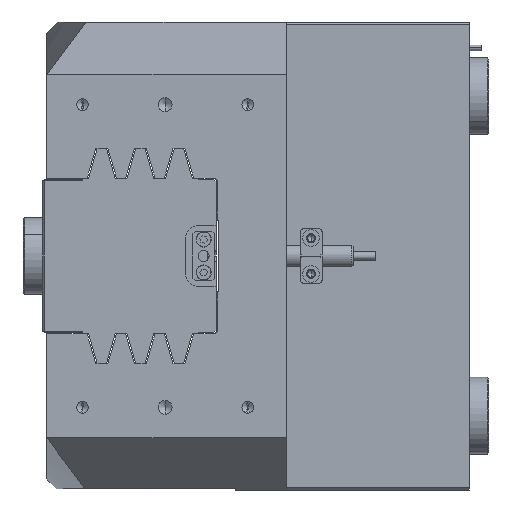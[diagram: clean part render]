
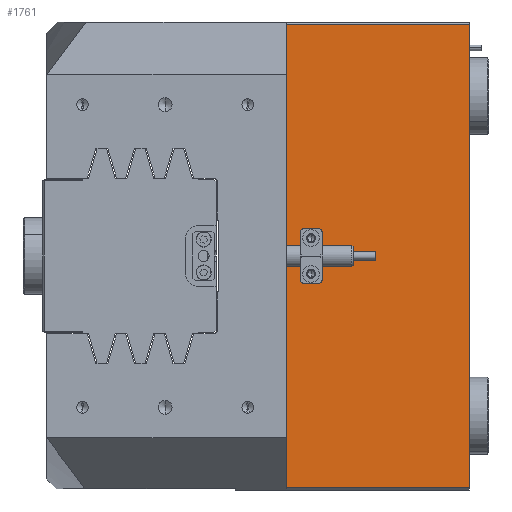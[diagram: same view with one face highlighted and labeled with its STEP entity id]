
A CAD part, left-side view. The second image highlights one B-rep face of the part: STEP entity #1761.
In plain terms, the highlighted planar face has unit normal (-1, 0, 0).
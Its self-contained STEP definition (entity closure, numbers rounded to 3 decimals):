
#49 = EDGE_LOOP ( 'NONE', ( #381, #32036 ) ) ;
#161 = LINE ( 'NONE', #6663, #31082 ) ;
#293 = DIRECTION ( 'NONE',  ( 0., 0., -1. ) ) ;
#381 = ORIENTED_EDGE ( 'NONE', *, *, #3905, .F. ) ;
#1761 = ADVANCED_FACE ( 'NONE', ( #40937, #18606, #2953 ), #21182, .F. ) ;
#2029 = ORIENTED_EDGE ( 'NONE', *, *, #32327, .F. ) ;
#2205 = CARTESIAN_POINT ( 'NONE',  ( -145., -34., -5.25 ) ) ;
#2899 = AXIS2_PLACEMENT_3D ( 'NONE', #39742, #10157, #23440 ) ;
#2953 = FACE_OUTER_BOUND ( 'NONE', #24912, .T. ) ;
#3905 = EDGE_CURVE ( 'NONE', #33416, #12334, #19979, .T. ) ;
#4542 = DIRECTION ( 'NONE',  ( -1., 0., 0. ) ) ;
#5931 = CARTESIAN_POINT ( 'NONE',  ( -145., -34., -6.5 ) ) ;
#6663 = CARTESIAN_POINT ( 'NONE',  ( -145., -25., 85. ) ) ;
#7272 = CIRCLE ( 'NONE', #2899, 1.25 ) ;
#7793 = CARTESIAN_POINT ( 'NONE',  ( -145., -34., -6.5 ) ) ;
#8781 = CARTESIAN_POINT ( 'NONE',  ( -145., -25., 84. ) ) ;
#8785 = CARTESIAN_POINT ( 'NONE',  ( -145., -91.5, 84. ) ) ;
#9068 = VERTEX_POINT ( 'NONE', #17782 ) ;
#9893 = AXIS2_PLACEMENT_3D ( 'NONE', #38640, #16700, #39488 ) ;
#10157 = DIRECTION ( 'NONE',  ( -1., 0., 0. ) ) ;
#10827 = EDGE_CURVE ( 'NONE', #20372, #24285, #161, .T. ) ;
#10977 = AXIS2_PLACEMENT_3D ( 'NONE', #5931, #18533, #12146 ) ;
#11246 = AXIS2_PLACEMENT_3D ( 'NONE', #25025, #28308, #31842 ) ;
#11264 = CARTESIAN_POINT ( 'NONE',  ( -145., -25., -84. ) ) ;
#11274 = EDGE_CURVE ( 'NONE', #29727, #20372, #20399, .T. ) ;
#11620 = ORIENTED_EDGE ( 'NONE', *, *, #11274, .T. ) ;
#12146 = DIRECTION ( 'NONE',  ( 0., 0., 1. ) ) ;
#12334 = VERTEX_POINT ( 'NONE', #24448 ) ;
#13578 = ORIENTED_EDGE ( 'NONE', *, *, #10827, .T. ) ;
#15766 = CARTESIAN_POINT ( 'NONE',  ( -145., -34., 5.25 ) ) ;
#16700 = DIRECTION ( 'NONE',  ( 1., 0., 0. ) ) ;
#17344 = VECTOR ( 'NONE', #39544, 1000. ) ;
#17782 = CARTESIAN_POINT ( 'NONE',  ( -145., -91.5, -84. ) ) ;
#18533 = DIRECTION ( 'NONE',  ( -1., 0., 0. ) ) ;
#18606 = FACE_BOUND ( 'NONE', #49, .T. ) ;
#18634 = CARTESIAN_POINT ( 'NONE',  ( -145., -91.5, 85. ) ) ;
#19979 = CIRCLE ( 'NONE', #10977, 1.25 ) ;
#19995 = CARTESIAN_POINT ( 'NONE',  ( -145., -91.5, 84. ) ) ;
#20372 = VERTEX_POINT ( 'NONE', #8781 ) ;
#20399 = LINE ( 'NONE', #19995, #17344 ) ;
#21182 = PLANE ( 'NONE',  #9893 ) ;
#23440 = DIRECTION ( 'NONE',  ( 0., 0., 1. ) ) ;
#24108 = ORIENTED_EDGE ( 'NONE', *, *, #32944, .T. ) ;
#24285 = VERTEX_POINT ( 'NONE', #11264 ) ;
#24349 = DIRECTION ( 'NONE',  ( 0., 0., 1. ) ) ;
#24448 = CARTESIAN_POINT ( 'NONE',  ( -145., -34., -7.75 ) ) ;
#24912 = EDGE_LOOP ( 'NONE', ( #13578, #24108, #41937, #11620 ) ) ;
#25025 = CARTESIAN_POINT ( 'NONE',  ( -145., -34., 6.5 ) ) ;
#26170 = CIRCLE ( 'NONE', #31412, 1.25 ) ;
#28005 = CARTESIAN_POINT ( 'NONE',  ( -145., -91.5, -84. ) ) ;
#28308 = DIRECTION ( 'NONE',  ( -1., 0., 0. ) ) ;
#28622 = VERTEX_POINT ( 'NONE', #15766 ) ;
#29727 = VERTEX_POINT ( 'NONE', #8785 ) ;
#31082 = VECTOR ( 'NONE', #293, 1000. ) ;
#31412 = AXIS2_PLACEMENT_3D ( 'NONE', #7793, #4542, #24349 ) ;
#31842 = DIRECTION ( 'NONE',  ( 0., 0., 1. ) ) ;
#32036 = ORIENTED_EDGE ( 'NONE', *, *, #36694, .F. ) ;
#32172 = CIRCLE ( 'NONE', #11246, 1.25 ) ;
#32309 = LINE ( 'NONE', #18634, #34354 ) ;
#32327 = EDGE_CURVE ( 'NONE', #36076, #28622, #32172, .T. ) ;
#32664 = VECTOR ( 'NONE', #41467, 1000. ) ;
#32919 = CARTESIAN_POINT ( 'NONE',  ( -145., -34., 7.75 ) ) ;
#32944 = EDGE_CURVE ( 'NONE', #24285, #9068, #41289, .T. ) ;
#33416 = VERTEX_POINT ( 'NONE', #2205 ) ;
#33846 = EDGE_CURVE ( 'NONE', #28622, #36076, #7272, .T. ) ;
#34354 = VECTOR ( 'NONE', #41300, 1000. ) ;
#35861 = EDGE_CURVE ( 'NONE', #29727, #9068, #32309, .T. ) ;
#36076 = VERTEX_POINT ( 'NONE', #32919 ) ;
#36694 = EDGE_CURVE ( 'NONE', #12334, #33416, #26170, .T. ) ;
#36884 = EDGE_LOOP ( 'NONE', ( #2029, #39952 ) ) ;
#38640 = CARTESIAN_POINT ( 'NONE',  ( -145., -91.5, 85. ) ) ;
#39488 = DIRECTION ( 'NONE',  ( 0., 0., -1. ) ) ;
#39544 = DIRECTION ( 'NONE',  ( 0., 1., 0. ) ) ;
#39742 = CARTESIAN_POINT ( 'NONE',  ( -145., -34., 6.5 ) ) ;
#39952 = ORIENTED_EDGE ( 'NONE', *, *, #33846, .F. ) ;
#40937 = FACE_BOUND ( 'NONE', #36884, .T. ) ;
#41289 = LINE ( 'NONE', #28005, #32664 ) ;
#41300 = DIRECTION ( 'NONE',  ( 0., 0., -1. ) ) ;
#41467 = DIRECTION ( 'NONE',  ( 0., -1., 0. ) ) ;
#41937 = ORIENTED_EDGE ( 'NONE', *, *, #35861, .F. ) ;
